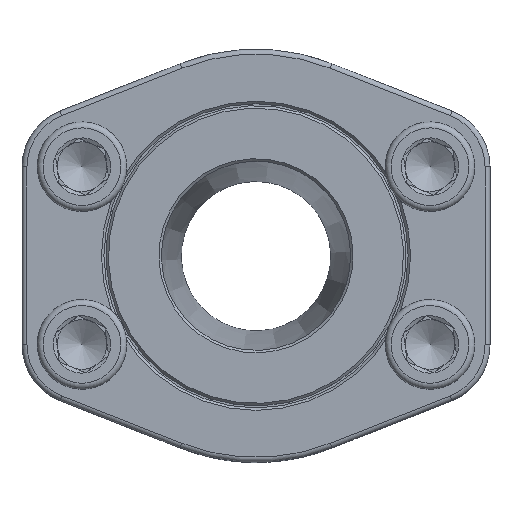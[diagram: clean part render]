
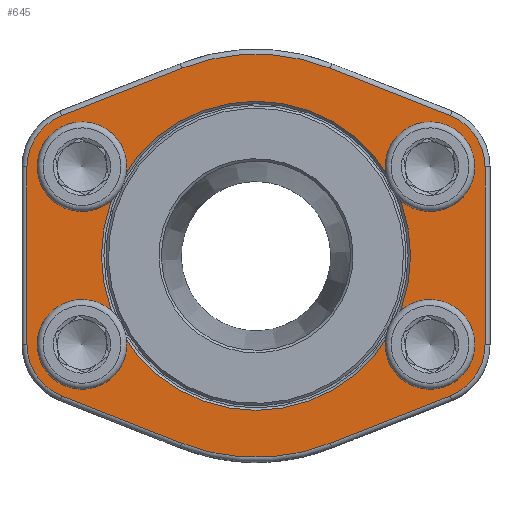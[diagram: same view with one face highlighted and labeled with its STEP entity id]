
A CAD part, top view. The second image highlights one B-rep face of the part: STEP entity #645.
In plain terms, the highlighted face is planar.
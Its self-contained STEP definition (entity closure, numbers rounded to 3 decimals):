
#225=LINE('',#3773,#285);
#226=LINE('',#3778,#286);
#227=LINE('',#3782,#287);
#228=LINE('',#3786,#288);
#229=LINE('',#3790,#289);
#230=LINE('',#3794,#290);
#285=VECTOR('',#2911,1.);
#286=VECTOR('',#2914,1.);
#287=VECTOR('',#2917,1.);
#288=VECTOR('',#2920,1.);
#289=VECTOR('',#2923,1.);
#290=VECTOR('',#2926,1.);
#521=FACE_BOUND('',#966,.T.);
#522=FACE_BOUND('',#967,.T.);
#523=FACE_BOUND('',#968,.T.);
#524=FACE_BOUND('',#969,.T.);
#525=FACE_BOUND('',#970,.T.);
#526=FACE_BOUND('',#971,.T.);
#645=ADVANCED_FACE('',(#521,#522,#523,#524,#525,#526),#747,.T.);
#747=PLANE('',#2392);
#966=EDGE_LOOP('',(#1351,#1352,#1353,#1354,#1355,#1356,#1357,#1358,#1359,
#1360,#1361,#1362));
#967=EDGE_LOOP('',(#1363));
#968=EDGE_LOOP('',(#1364));
#969=EDGE_LOOP('',(#1365));
#970=EDGE_LOOP('',(#1366));
#971=EDGE_LOOP('',(#1367));
#1351=ORIENTED_EDGE('',*,*,#1958,.T.);
#1352=ORIENTED_EDGE('',*,*,#1959,.T.);
#1353=ORIENTED_EDGE('',*,*,#1960,.T.);
#1354=ORIENTED_EDGE('',*,*,#1961,.T.);
#1355=ORIENTED_EDGE('',*,*,#1962,.T.);
#1356=ORIENTED_EDGE('',*,*,#1963,.T.);
#1357=ORIENTED_EDGE('',*,*,#1964,.T.);
#1358=ORIENTED_EDGE('',*,*,#1965,.T.);
#1359=ORIENTED_EDGE('',*,*,#1966,.T.);
#1360=ORIENTED_EDGE('',*,*,#1967,.T.);
#1361=ORIENTED_EDGE('',*,*,#1968,.T.);
#1362=ORIENTED_EDGE('',*,*,#1969,.T.);
#1363=ORIENTED_EDGE('',*,*,#1970,.T.);
#1364=ORIENTED_EDGE('',*,*,#1971,.T.);
#1365=ORIENTED_EDGE('',*,*,#1972,.T.);
#1366=ORIENTED_EDGE('',*,*,#1973,.T.);
#1367=ORIENTED_EDGE('',*,*,#1974,.T.);
#1737=VERTEX_POINT('',#3774);
#1738=VERTEX_POINT('',#3775);
#1739=VERTEX_POINT('',#3777);
#1740=VERTEX_POINT('',#3779);
#1741=VERTEX_POINT('',#3781);
#1742=VERTEX_POINT('',#3783);
#1743=VERTEX_POINT('',#3785);
#1744=VERTEX_POINT('',#3787);
#1745=VERTEX_POINT('',#3789);
#1746=VERTEX_POINT('',#3791);
#1747=VERTEX_POINT('',#3793);
#1748=VERTEX_POINT('',#3795);
#1749=VERTEX_POINT('',#3798);
#1750=VERTEX_POINT('',#3800);
#1751=VERTEX_POINT('',#3802);
#1752=VERTEX_POINT('',#3804);
#1753=VERTEX_POINT('',#3806);
#1958=EDGE_CURVE('',#1737,#1738,#225,.T.);
#1959=EDGE_CURVE('',#1738,#1739,#2139,.T.);
#1960=EDGE_CURVE('',#1739,#1740,#226,.T.);
#1961=EDGE_CURVE('',#1740,#1741,#2140,.T.);
#1962=EDGE_CURVE('',#1741,#1742,#227,.T.);
#1963=EDGE_CURVE('',#1742,#1743,#2141,.T.);
#1964=EDGE_CURVE('',#1743,#1744,#228,.T.);
#1965=EDGE_CURVE('',#1744,#1745,#2142,.T.);
#1966=EDGE_CURVE('',#1745,#1746,#229,.T.);
#1967=EDGE_CURVE('',#1746,#1747,#2143,.T.);
#1968=EDGE_CURVE('',#1747,#1748,#230,.T.);
#1969=EDGE_CURVE('',#1748,#1737,#2144,.T.);
#1970=EDGE_CURVE('',#1749,#1749,#2145,.T.);
#1971=EDGE_CURVE('',#1750,#1750,#2146,.T.);
#1972=EDGE_CURVE('',#1751,#1751,#2147,.T.);
#1973=EDGE_CURVE('',#1752,#1752,#2148,.T.);
#1974=EDGE_CURVE('',#1753,#1753,#2149,.T.);
#2139=CIRCLE('',#2381,11.05);
#2140=CIRCLE('',#2382,11.05);
#2141=CIRCLE('',#2383,40.5);
#2142=CIRCLE('',#2384,11.05);
#2143=CIRCLE('',#2385,11.05);
#2144=CIRCLE('',#2386,40.5);
#2145=CIRCLE('',#2387,31.05);
#2146=CIRCLE('',#2388,7.6);
#2147=CIRCLE('',#2389,7.6);
#2148=CIRCLE('',#2390,7.6);
#2149=CIRCLE('',#2391,7.6);
#2381=AXIS2_PLACEMENT_3D('',#3776,#2912,#2913);
#2382=AXIS2_PLACEMENT_3D('',#3780,#2915,#2916);
#2383=AXIS2_PLACEMENT_3D('',#3784,#2918,#2919);
#2384=AXIS2_PLACEMENT_3D('',#3788,#2921,#2922);
#2385=AXIS2_PLACEMENT_3D('',#3792,#2924,#2925);
#2386=AXIS2_PLACEMENT_3D('',#3796,#2927,#2928);
#2387=AXIS2_PLACEMENT_3D('',#3797,#2929,#2930);
#2388=AXIS2_PLACEMENT_3D('',#3799,#2931,#2932);
#2389=AXIS2_PLACEMENT_3D('',#3801,#2933,#2934);
#2390=AXIS2_PLACEMENT_3D('',#3803,#2935,#2936);
#2391=AXIS2_PLACEMENT_3D('',#3805,#2937,#2938);
#2392=AXIS2_PLACEMENT_3D('',#3807,#2939,#2940);
#2911=DIRECTION('',(-0.93,0.368,0.));
#2912=DIRECTION('',(0.,0.,-1.));
#2913=DIRECTION('',(-1.,0.,0.));
#2914=DIRECTION('',(0.,1.,0.));
#2915=DIRECTION('',(0.,0.,-1.));
#2916=DIRECTION('',(-1.,0.,0.));
#2917=DIRECTION('',(0.93,0.368,0.));
#2918=DIRECTION('',(0.,0.,-1.));
#2919=DIRECTION('',(-1.,0.,0.));
#2920=DIRECTION('',(0.93,-0.368,0.));
#2921=DIRECTION('',(0.,0.,-1.));
#2922=DIRECTION('',(-1.,0.,0.));
#2923=DIRECTION('',(0.,-1.,0.));
#2924=DIRECTION('',(0.,0.,-1.));
#2925=DIRECTION('',(-1.,0.,0.));
#2926=DIRECTION('',(-0.93,-0.368,0.));
#2927=DIRECTION('',(0.,0.,-1.));
#2928=DIRECTION('',(-1.,0.,0.));
#2929=DIRECTION('',(0.,0.,1.));
#2930=DIRECTION('',(-1.,0.,0.));
#2931=DIRECTION('',(0.,0.,1.));
#2932=DIRECTION('',(-1.,0.,0.));
#2933=DIRECTION('',(0.,0.,1.));
#2934=DIRECTION('',(-1.,0.,0.));
#2935=DIRECTION('',(0.,0.,1.));
#2936=DIRECTION('',(-1.,0.,0.));
#2937=DIRECTION('',(0.,0.,1.));
#2938=DIRECTION('',(-1.,0.,0.));
#2939=DIRECTION('',(0.,0.,-1.));
#2940=DIRECTION('',(-1.,0.,0.));
#3773=CARTESIAN_POINT('',(21.438,-52.026,0.));
#3774=CARTESIAN_POINT('',(-14.891,-37.663,0.));
#3775=CARTESIAN_POINT('',(-39.013,-28.126,0.));
#3776=CARTESIAN_POINT('',(-34.95,-17.85,0.));
#3777=CARTESIAN_POINT('',(-46.,-17.85,0.));
#3778=CARTESIAN_POINT('',(-46.,-17.85,0.));
#3779=CARTESIAN_POINT('',(-46.,17.85,0.));
#3780=CARTESIAN_POINT('',(-34.95,17.85,0.));
#3781=CARTESIAN_POINT('',(-39.013,28.126,0.));
#3782=CARTESIAN_POINT('',(9.231,47.2,0.));
#3783=CARTESIAN_POINT('',(-14.891,37.663,0.));
#3784=CARTESIAN_POINT('',(0.,0.,0.));
#3785=CARTESIAN_POINT('',(14.891,37.663,0.));
#3786=CARTESIAN_POINT('',(51.219,23.3,0.));
#3787=CARTESIAN_POINT('',(39.013,28.126,0.));
#3788=CARTESIAN_POINT('',(34.95,17.85,0.));
#3789=CARTESIAN_POINT('',(46.,17.85,0.));
#3790=CARTESIAN_POINT('',(46.,-17.85,0.));
#3791=CARTESIAN_POINT('',(46.,-17.85,0.));
#3792=CARTESIAN_POINT('',(34.95,-17.85,0.));
#3793=CARTESIAN_POINT('',(39.013,-28.126,0.));
#3794=CARTESIAN_POINT('',(39.013,-28.126,0.));
#3795=CARTESIAN_POINT('',(14.891,-37.663,0.));
#3796=CARTESIAN_POINT('',(0.,0.,0.));
#3797=CARTESIAN_POINT('',(0.,0.,0.));
#3798=CARTESIAN_POINT('',(-31.05,0.,0.));
#3799=CARTESIAN_POINT('',(-34.95,-17.85,0.));
#3800=CARTESIAN_POINT('',(-42.55,-17.85,0.));
#3801=CARTESIAN_POINT('',(-34.95,17.85,0.));
#3802=CARTESIAN_POINT('',(-42.55,17.85,0.));
#3803=CARTESIAN_POINT('',(34.95,-17.85,0.));
#3804=CARTESIAN_POINT('',(27.35,-17.85,0.));
#3805=CARTESIAN_POINT('',(34.95,17.85,0.));
#3806=CARTESIAN_POINT('',(27.35,17.85,0.));
#3807=CARTESIAN_POINT('',(34.95,-17.85,0.));
